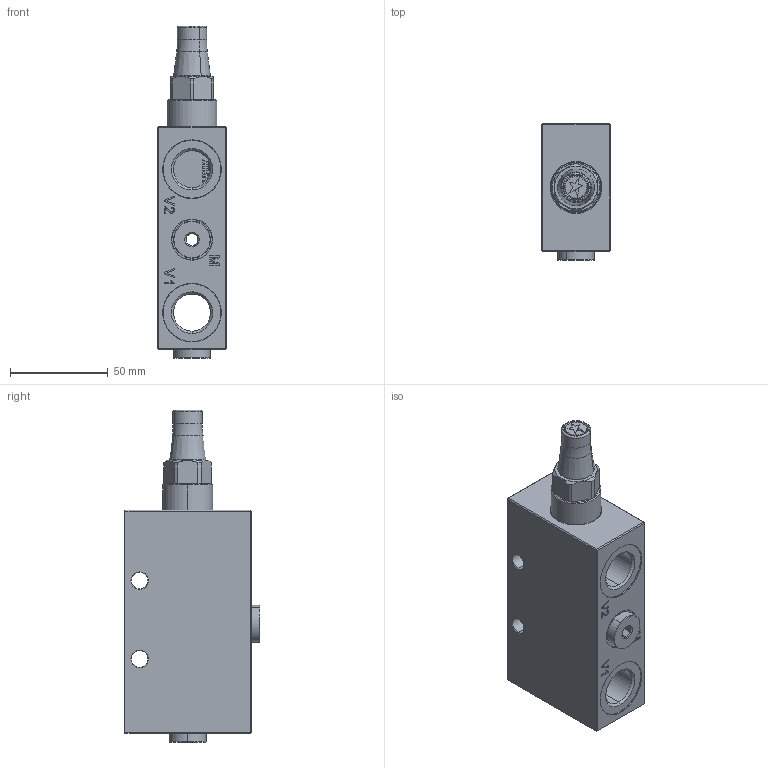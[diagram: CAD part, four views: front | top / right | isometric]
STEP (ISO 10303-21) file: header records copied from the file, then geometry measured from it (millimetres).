
FILE_DESCRIPTION (( 'STEP AP214' ), '1' );
FILE_NAME ('SNS31L04G12D000.STEP', '2018-11-27T09:58:46', ( 'Fabio Pellicciari' ), ( '' ), 'SwSTEP 2.0', 'SolidWorks 2015', '' );
FILE_SCHEMA (( 'AUTOMOTIVE_DESIGN' ));
Length unit declared in the file: millimetre
Products named in the file (1): SNS31L04G12D000
Bounding box: 35 x 69.5 x 169.7 mm (x, y, z)
Surface area: 37990.9 mm2 (no closed solid volume)
Topology: 0 solids, 7 shells, 381 faces, 1046 edges, 676 vertices
Faces by surface type: plane 226, cylinder 52, bspline 43, cone 36, torus 24
Entity records: 18792 total; most frequent: CARTESIAN_POINT 5203, ORIENTED_EDGE 1894, DIRECTION 1810, EDGE_CURVE 1046, VECTOR 720, LINE 720, VERTEX_POINT 676, AXIS2_PLACEMENT_3D 545
